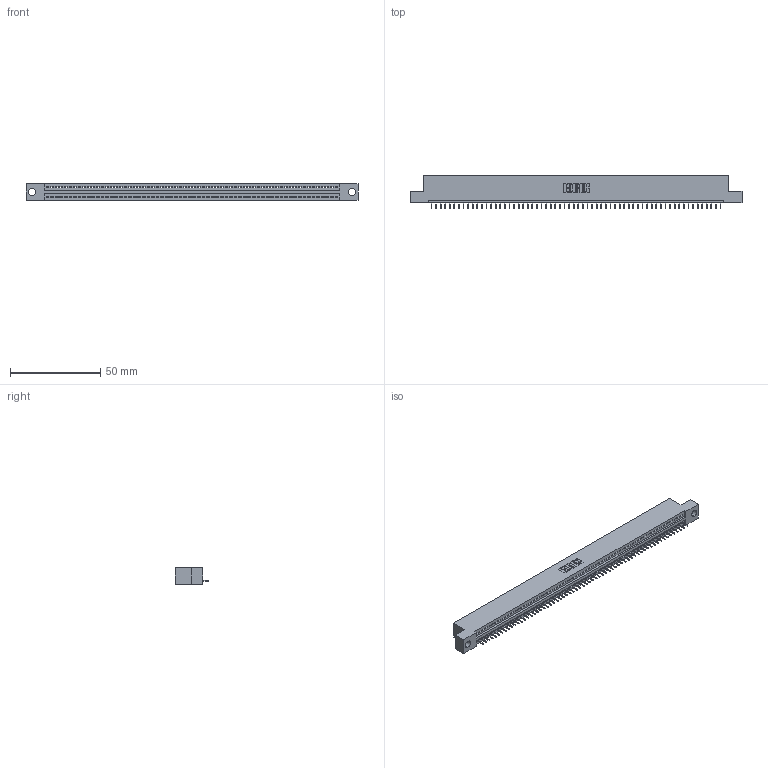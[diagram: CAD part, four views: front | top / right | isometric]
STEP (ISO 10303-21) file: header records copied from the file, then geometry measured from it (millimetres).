
FILE_DESCRIPTION (( 'STEP AP203' ), '1' );
FILE_NAME ('395-064-525-104.STEP', '2020-09-24T23:22:54', ( '' ), ( '' ), 'SwSTEP 2.0', 'SolidWorks 2020', '' );
FILE_SCHEMA (( 'CONFIG_CONTROL_DESIGN' ));
Length unit declared in the file: inch
Products named in the file (3): 345 Part_Flush Mounting Lugs - 0.156 Dia-TH; 395-064-525-104; 345-292-001_345-293-125
Assembly tree (65 placements, depth 2):
  395-064-525-104
    345 Part_Flush Mounting Lugs - 0.156 Dia-TH
    345-292-001_345-293-125  x64
Bounding box: 183.77 x 18.72 x 9.4 mm (x, y, z)
Volume: 17285.6 mm3; surface area: 22207.4 mm2
Topology: 65 solids, 65 shells, 4094 faces, 11861 edges, 7650 vertices
Faces by surface type: plane 3024, cylinder 1070
Entity records: 45283 total; most frequent: CARTESIAN_POINT 7848, ORIENTED_EDGE 7846, DIRECTION 6823, EDGE_CURVE 3923, VECTOR 3539, LINE 3539, VERTEX_POINT 2610, AXIS2_PLACEMENT_3D 1642
